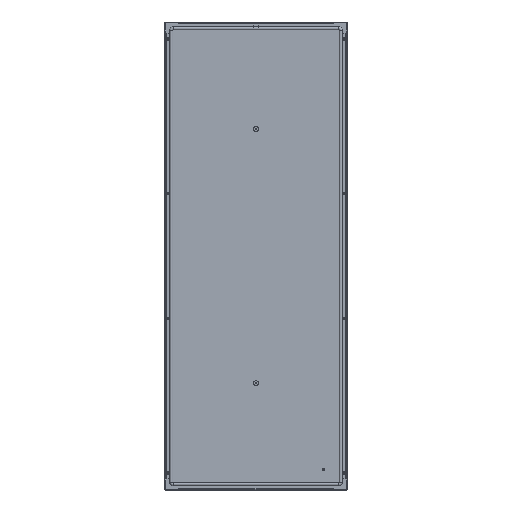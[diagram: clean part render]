
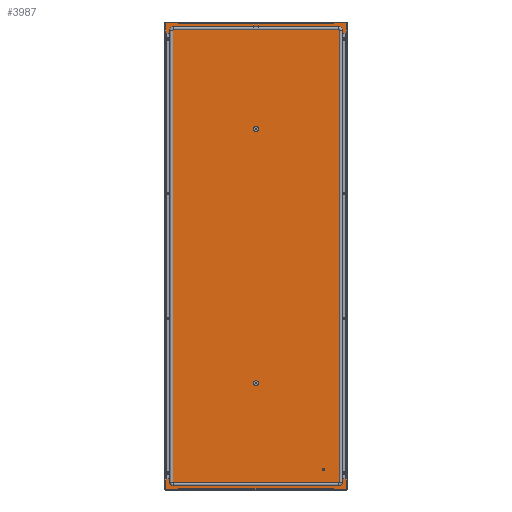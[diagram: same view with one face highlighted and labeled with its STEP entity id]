
A CAD part, top view. The second image highlights one B-rep face of the part: STEP entity #3987.
In plain terms, the highlighted planar face has unit normal (0, 0, 1).
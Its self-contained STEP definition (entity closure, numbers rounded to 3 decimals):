
#550=DIRECTION('',(1.,0.,0.));
#551=VECTOR('',#550,760.457);
#552=CARTESIAN_POINT('',(-380.228,-980.228,1.5));
#553=LINE('',#552,#551);
#590=CARTESIAN_POINT('',(371.,912.5,1.5));
#591=DIRECTION('',(0.,0.,-1.));
#592=DIRECTION('',(1.,0.,0.));
#593=AXIS2_PLACEMENT_3D('',#590,#591,#592);
#595=CARTESIAN_POINT('',(371.,912.5,1.5));
#596=DIRECTION('',(0.,0.,-1.));
#597=DIRECTION('',(-1.,0.,0.));
#598=AXIS2_PLACEMENT_3D('',#595,#596,#597);
#600=CARTESIAN_POINT('',(-371.,-912.5,1.5));
#601=DIRECTION('',(0.,0.,-1.));
#602=DIRECTION('',(1.,0.,0.));
#603=AXIS2_PLACEMENT_3D('',#600,#601,#602);
#605=CARTESIAN_POINT('',(-371.,-912.5,1.5));
#606=DIRECTION('',(0.,0.,-1.));
#607=DIRECTION('',(-1.,0.,0.));
#608=AXIS2_PLACEMENT_3D('',#605,#606,#607);
#610=CARTESIAN_POINT('',(-371.,912.5,1.5));
#611=DIRECTION('',(0.,0.,-1.));
#612=DIRECTION('',(1.,0.,0.));
#613=AXIS2_PLACEMENT_3D('',#610,#611,#612);
#615=CARTESIAN_POINT('',(-371.,912.5,1.5));
#616=DIRECTION('',(0.,0.,-1.));
#617=DIRECTION('',(-1.,0.,0.));
#618=AXIS2_PLACEMENT_3D('',#615,#616,#617);
#620=CARTESIAN_POINT('',(371.,-912.5,1.5));
#621=DIRECTION('',(0.,0.,-1.));
#622=DIRECTION('',(1.,0.,0.));
#623=AXIS2_PLACEMENT_3D('',#620,#621,#622);
#625=CARTESIAN_POINT('',(371.,-912.5,1.5));
#626=DIRECTION('',(0.,0.,-1.));
#627=DIRECTION('',(-1.,0.,0.));
#628=AXIS2_PLACEMENT_3D('',#625,#626,#627);
#630=CARTESIAN_POINT('',(371.,262.5,1.5));
#631=DIRECTION('',(0.,0.,-1.));
#632=DIRECTION('',(1.,0.,0.));
#633=AXIS2_PLACEMENT_3D('',#630,#631,#632);
#635=CARTESIAN_POINT('',(371.,262.5,1.5));
#636=DIRECTION('',(0.,0.,-1.));
#637=DIRECTION('',(-1.,0.,0.));
#638=AXIS2_PLACEMENT_3D('',#635,#636,#637);
#640=CARTESIAN_POINT('',(371.,-262.5,1.5));
#641=DIRECTION('',(0.,0.,-1.));
#642=DIRECTION('',(1.,0.,0.));
#643=AXIS2_PLACEMENT_3D('',#640,#641,#642);
#645=CARTESIAN_POINT('',(371.,-262.5,1.5));
#646=DIRECTION('',(0.,0.,-1.));
#647=DIRECTION('',(-1.,0.,0.));
#648=AXIS2_PLACEMENT_3D('',#645,#646,#647);
#650=CARTESIAN_POINT('',(-371.,-262.5,1.5));
#651=DIRECTION('',(0.,0.,-1.));
#652=DIRECTION('',(1.,0.,0.));
#653=AXIS2_PLACEMENT_3D('',#650,#651,#652);
#655=CARTESIAN_POINT('',(-371.,-262.5,1.5));
#656=DIRECTION('',(0.,0.,-1.));
#657=DIRECTION('',(-1.,0.,0.));
#658=AXIS2_PLACEMENT_3D('',#655,#656,#657);
#660=CARTESIAN_POINT('',(-371.,262.5,1.5));
#661=DIRECTION('',(0.,0.,-1.));
#662=DIRECTION('',(1.,0.,0.));
#663=AXIS2_PLACEMENT_3D('',#660,#661,#662);
#665=CARTESIAN_POINT('',(-371.,262.5,1.5));
#666=DIRECTION('',(0.,0.,-1.));
#667=DIRECTION('',(-1.,0.,0.));
#668=AXIS2_PLACEMENT_3D('',#665,#666,#667);
#670=DIRECTION('',(0.,1.,0.));
#671=VECTOR('',#670,1960.457);
#672=CARTESIAN_POINT('',(-380.228,-980.228,1.5));
#673=LINE('',#672,#671);
#1278=DIRECTION('',(1.,0.,0.));
#1279=VECTOR('',#1278,760.457);
#1280=CARTESIAN_POINT('',(-380.228,980.228,1.5));
#1281=LINE('',#1280,#1279);
#1606=DIRECTION('',(0.,1.,0.));
#1607=VECTOR('',#1606,1960.457);
#1608=CARTESIAN_POINT('',(380.228,-980.228,1.5));
#1609=LINE('',#1608,#1607);
#2330=CARTESIAN_POINT('',(378.5,912.5,1.5));
#2331=CARTESIAN_POINT('',(363.5,912.5,1.5));
#2332=VERTEX_POINT('',#2330);
#2333=VERTEX_POINT('',#2331);
#2338=CARTESIAN_POINT('',(378.5,262.5,1.5));
#2339=CARTESIAN_POINT('',(363.5,262.5,1.5));
#2340=VERTEX_POINT('',#2338);
#2341=VERTEX_POINT('',#2339);
#2354=CARTESIAN_POINT('',(-363.5,-912.5,1.5));
#2355=CARTESIAN_POINT('',(-378.5,-912.5,1.5));
#2356=VERTEX_POINT('',#2354);
#2357=VERTEX_POINT('',#2355);
#2358=CARTESIAN_POINT('',(-363.5,912.5,1.5));
#2359=CARTESIAN_POINT('',(-378.5,912.5,1.5));
#2360=VERTEX_POINT('',#2358);
#2361=VERTEX_POINT('',#2359);
#2362=CARTESIAN_POINT('',(378.5,-912.5,1.5));
#2363=CARTESIAN_POINT('',(363.5,-912.5,1.5));
#2364=VERTEX_POINT('',#2362);
#2365=VERTEX_POINT('',#2363);
#2378=CARTESIAN_POINT('',(378.5,-262.5,1.5));
#2379=CARTESIAN_POINT('',(363.5,-262.5,1.5));
#2380=VERTEX_POINT('',#2378);
#2381=VERTEX_POINT('',#2379);
#2382=CARTESIAN_POINT('',(-363.5,-262.5,1.5));
#2383=CARTESIAN_POINT('',(-378.5,-262.5,1.5));
#2384=VERTEX_POINT('',#2382);
#2385=VERTEX_POINT('',#2383);
#2386=CARTESIAN_POINT('',(-363.5,262.5,1.5));
#2387=CARTESIAN_POINT('',(-378.5,262.5,1.5));
#2388=VERTEX_POINT('',#2386);
#2389=VERTEX_POINT('',#2387);
#2586=CARTESIAN_POINT('',(380.228,-980.228,1.5));
#2587=CARTESIAN_POINT('',(380.228,980.228,1.5));
#2588=VERTEX_POINT('',#2586);
#2589=VERTEX_POINT('',#2587);
#2592=CARTESIAN_POINT('',(-380.228,980.228,1.5));
#2593=VERTEX_POINT('',#2592);
#2596=CARTESIAN_POINT('',(-380.228,-980.228,1.5));
#2597=VERTEX_POINT('',#2596);
#3925=CARTESIAN_POINT('',(0.,0.,1.5));
#3926=DIRECTION('',(0.,0.,1.));
#3927=DIRECTION('',(1.,0.,0.));
#3928=AXIS2_PLACEMENT_3D('',#3925,#3926,#3927);
#3929=PLANE('',#3928);
#3930=ORIENTED_EDGE('',*,*,#3917,.F.);
#3932=ORIENTED_EDGE('',*,*,#3931,.T.);
#3934=ORIENTED_EDGE('',*,*,#3933,.T.);
#3936=ORIENTED_EDGE('',*,*,#3935,.F.);
#3937=EDGE_LOOP('',(#3930,#3932,#3934,#3936));
#3938=FACE_OUTER_BOUND('',#3937,.F.);
#3940=ORIENTED_EDGE('',*,*,#3939,.F.);
#3942=ORIENTED_EDGE('',*,*,#3941,.F.);
#3943=EDGE_LOOP('',(#3940,#3942));
#3944=FACE_BOUND('',#3943,.F.);
#3946=ORIENTED_EDGE('',*,*,#3945,.F.);
#3948=ORIENTED_EDGE('',*,*,#3947,.F.);
#3949=EDGE_LOOP('',(#3946,#3948));
#3950=FACE_BOUND('',#3949,.F.);
#3952=ORIENTED_EDGE('',*,*,#3951,.F.);
#3954=ORIENTED_EDGE('',*,*,#3953,.F.);
#3955=EDGE_LOOP('',(#3952,#3954));
#3956=FACE_BOUND('',#3955,.F.);
#3958=ORIENTED_EDGE('',*,*,#3957,.F.);
#3960=ORIENTED_EDGE('',*,*,#3959,.F.);
#3961=EDGE_LOOP('',(#3958,#3960));
#3962=FACE_BOUND('',#3961,.F.);
#3964=ORIENTED_EDGE('',*,*,#3963,.F.);
#3966=ORIENTED_EDGE('',*,*,#3965,.F.);
#3967=EDGE_LOOP('',(#3964,#3966));
#3968=FACE_BOUND('',#3967,.F.);
#3970=ORIENTED_EDGE('',*,*,#3969,.F.);
#3972=ORIENTED_EDGE('',*,*,#3971,.F.);
#3973=EDGE_LOOP('',(#3970,#3972));
#3974=FACE_BOUND('',#3973,.F.);
#3976=ORIENTED_EDGE('',*,*,#3975,.F.);
#3978=ORIENTED_EDGE('',*,*,#3977,.F.);
#3979=EDGE_LOOP('',(#3976,#3978));
#3980=FACE_BOUND('',#3979,.F.);
#3982=ORIENTED_EDGE('',*,*,#3981,.F.);
#3984=ORIENTED_EDGE('',*,*,#3983,.F.);
#3985=EDGE_LOOP('',(#3982,#3984));
#3986=FACE_BOUND('',#3985,.F.);
#594=CIRCLE('',#593,7.5);
#599=CIRCLE('',#598,7.5);
#604=CIRCLE('',#603,7.5);
#609=CIRCLE('',#608,7.5);
#614=CIRCLE('',#613,7.5);
#619=CIRCLE('',#618,7.5);
#624=CIRCLE('',#623,7.5);
#629=CIRCLE('',#628,7.5);
#634=CIRCLE('',#633,7.5);
#639=CIRCLE('',#638,7.5);
#644=CIRCLE('',#643,7.5);
#649=CIRCLE('',#648,7.5);
#654=CIRCLE('',#653,7.5);
#659=CIRCLE('',#658,7.5);
#664=CIRCLE('',#663,7.5);
#669=CIRCLE('',#668,7.5);
#3917=EDGE_CURVE('',#2597,#2588,#553,.T.);
#3931=EDGE_CURVE('',#2597,#2593,#673,.T.);
#3933=EDGE_CURVE('',#2593,#2589,#1281,.T.);
#3935=EDGE_CURVE('',#2588,#2589,#1609,.T.);
#3939=EDGE_CURVE('',#2332,#2333,#594,.T.);
#3941=EDGE_CURVE('',#2333,#2332,#599,.T.);
#3945=EDGE_CURVE('',#2356,#2357,#604,.T.);
#3947=EDGE_CURVE('',#2357,#2356,#609,.T.);
#3951=EDGE_CURVE('',#2360,#2361,#614,.T.);
#3953=EDGE_CURVE('',#2361,#2360,#619,.T.);
#3957=EDGE_CURVE('',#2364,#2365,#624,.T.);
#3959=EDGE_CURVE('',#2365,#2364,#629,.T.);
#3963=EDGE_CURVE('',#2340,#2341,#634,.T.);
#3965=EDGE_CURVE('',#2341,#2340,#639,.T.);
#3969=EDGE_CURVE('',#2380,#2381,#644,.T.);
#3971=EDGE_CURVE('',#2381,#2380,#649,.T.);
#3975=EDGE_CURVE('',#2384,#2385,#654,.T.);
#3977=EDGE_CURVE('',#2385,#2384,#659,.T.);
#3981=EDGE_CURVE('',#2388,#2389,#664,.T.);
#3983=EDGE_CURVE('',#2389,#2388,#669,.T.);
#3987=ADVANCED_FACE('',(#3938,#3944,#3950,#3956,#3962,#3968,#3974,#3980,#3986),
#3929,.T.);
